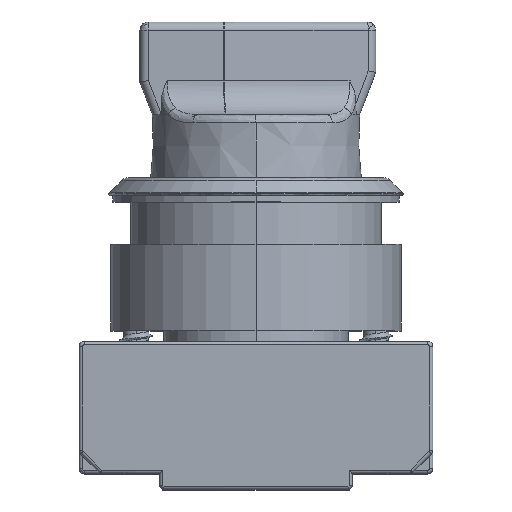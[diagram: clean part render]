
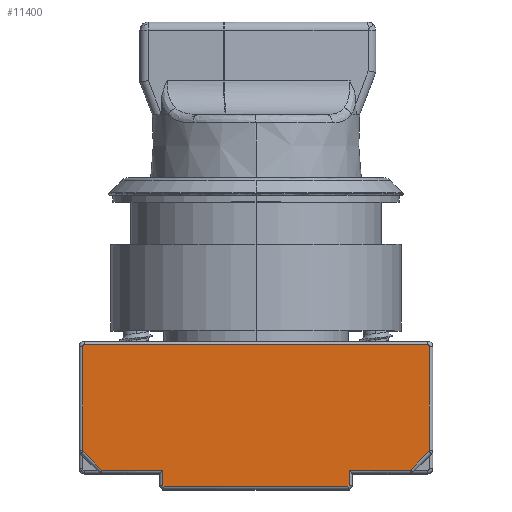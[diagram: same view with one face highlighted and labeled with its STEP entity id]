
A CAD part, top view. The second image highlights one B-rep face of the part: STEP entity #11400.
In plain terms, the highlighted planar face has unit normal (0, 0, 1).
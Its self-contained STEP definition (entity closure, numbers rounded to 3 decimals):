
#1036 = VECTOR ( 'NONE', #48011, 1000. ) ;
#3340 = VERTEX_POINT ( 'NONE', #45795 ) ;
#3567 = CARTESIAN_POINT ( 'NONE',  ( 20.456, -17.05, 14.9 ) ) ;
#4184 = VERTEX_POINT ( 'NONE', #66713 ) ;
#4765 = DIRECTION ( 'NONE',  ( 1., 0., 0. ) ) ;
#6414 = EDGE_CURVE ( 'NONE', #50661, #43187, #46107, .T. ) ;
#6640 = CARTESIAN_POINT ( 'NONE',  ( -20.502, -17.07, 14.9 ) ) ;
#7196 = PLANE ( 'NONE',  #24329 ) ;
#7904 = CARTESIAN_POINT ( 'NONE',  ( 20.6, -17.25, 14.9 ) ) ;
#8334 = CARTESIAN_POINT ( 'NONE',  ( 20.6, -29.601, 14.9 ) ) ;
#9057 = CARTESIAN_POINT ( 'NONE',  ( -20.6, -16.65, 14.9 ) ) ;
#9127 = EDGE_CURVE ( 'NONE', #56183, #32126, #23391, .T. ) ;
#9216 = B_SPLINE_CURVE_WITH_KNOTS ( 'NONE', 3,
 ( #16492, #56773, #13809, #41446 ),
 .UNSPECIFIED., .F., .F.,
 ( 4, 4 ),
 ( 0., 1. ),
 .UNSPECIFIED. ) ;
#9502 = CARTESIAN_POINT ( 'NONE',  ( 20.6, -29.601, 14.9 ) ) ;
#10571 = VECTOR ( 'NONE', #14993, 1000. ) ;
#11168 = VERTEX_POINT ( 'NONE', #19972 ) ;
#11400 = ADVANCED_FACE ( 'NONE', ( #35220 ), #7196, .T. ) ;
#12131 = VECTOR ( 'NONE', #72191, 1000. ) ;
#12279 = ORIENTED_EDGE ( 'NONE', *, *, #53405, .T. ) ;
#12408 = LINE ( 'NONE', #35175, #65151 ) ;
#12975 = VECTOR ( 'NONE', #59108, 1000. ) ;
#13588 = CARTESIAN_POINT ( 'NONE',  ( -75.751, -31.95, 14.9 ) ) ;
#13809 = CARTESIAN_POINT ( 'NONE',  ( -20.58, -29.704, 14.9 ) ) ;
#14993 = DIRECTION ( 'NONE',  ( 0., -1., 0. ) ) ;
#15113 = CARTESIAN_POINT ( 'NONE',  ( 20.6, -29.657, 14.9 ) ) ;
#15131 = VERTEX_POINT ( 'NONE', #73784 ) ;
#15772 = CARTESIAN_POINT ( 'NONE',  ( 18.334, -31.95, 14.9 ) ) ;
#15918 = CARTESIAN_POINT ( 'NONE',  ( -20.541, -29.743, 14.9 ) ) ;
#16343 = VECTOR ( 'NONE', #26947, 1000. ) ;
#16492 = CARTESIAN_POINT ( 'NONE',  ( -20.6, -29.601, 14.9 ) ) ;
#17506 = CARTESIAN_POINT ( 'NONE',  ( -20.455, -17.05, 14.9 ) ) ;
#19952 = CARTESIAN_POINT ( 'NONE',  ( -18.334, -31.95, 14.9 ) ) ;
#19972 = CARTESIAN_POINT ( 'NONE',  ( 11.05, -33.684, 14.9 ) ) ;
#20985 = LINE ( 'NONE', #15772, #16343 ) ;
#22045 = VERTEX_POINT ( 'NONE', #61794 ) ;
#22405 = EDGE_CURVE ( 'NONE', #15131, #58099, #9216, .T. ) ;
#22932 = CARTESIAN_POINT ( 'NONE',  ( -11.05, -33.684, 14.9 ) ) ;
#23066 = VERTEX_POINT ( 'NONE', #50630 ) ;
#23391 = LINE ( 'NONE', #61471, #37145 ) ;
#23827 = CARTESIAN_POINT ( 'NONE',  ( -20.6, -17.194, 14.9 ) ) ;
#24329 = AXIS2_PLACEMENT_3D ( 'NONE', #36316, #52737, #59061 ) ;
#24797 = VECTOR ( 'NONE', #45716, 1000. ) ;
#25663 = ORIENTED_EDGE ( 'NONE', *, *, #46634, .T. ) ;
#26298 = CARTESIAN_POINT ( 'NONE',  ( 20.541, -29.743, 14.9 ) ) ;
#26947 = DIRECTION ( 'NONE',  ( 0.707, 0.707, 0. ) ) ;
#27186 = CARTESIAN_POINT ( 'NONE',  ( 20.418, -17.05, 14.9 ) ) ;
#27679 = VERTEX_POINT ( 'NONE', #57166 ) ;
#28084 = EDGE_CURVE ( 'NONE', #52027, #53396, #71775, .T. ) ;
#28457 = VECTOR ( 'NONE', #54881, 1000. ) ;
#29618 = CARTESIAN_POINT ( 'NONE',  ( 20.6, -16.65, 14.9 ) ) ;
#30184 = ORIENTED_EDGE ( 'NONE', *, *, #6414, .T. ) ;
#30452 = ORIENTED_EDGE ( 'NONE', *, *, #22405, .T. ) ;
#30570 = VECTOR ( 'NONE', #4765, 1000. ) ;
#31136 = LINE ( 'NONE', #13588, #12975 ) ;
#31398 = ORIENTED_EDGE ( 'NONE', *, *, #31500, .F. ) ;
#31500 = EDGE_CURVE ( 'NONE', #23066, #53396, #72334, .T. ) ;
#31739 = CARTESIAN_POINT ( 'NONE',  ( 20.4, -17.05, 14.9 ) ) ;
#32126 = VERTEX_POINT ( 'NONE', #19952 ) ;
#33078 = VERTEX_POINT ( 'NONE', #36779 ) ;
#33234 = EDGE_CURVE ( 'NONE', #33078, #11168, #71091, .T. ) ;
#33583 = DIRECTION ( 'NONE',  ( 0., -1., 0. ) ) ;
#34008 = VECTOR ( 'NONE', #33583, 1000. ) ;
#34094 = DIRECTION ( 'NONE',  ( 0., 1., 0. ) ) ;
#34680 = ORIENTED_EDGE ( 'NONE', *, *, #39630, .T. ) ;
#35175 = CARTESIAN_POINT ( 'NONE',  ( 0., -33.85, 14.9 ) ) ;
#35220 = FACE_OUTER_BOUND ( 'NONE', #66230, .T. ) ;
#36316 = CARTESIAN_POINT ( 'NONE',  ( 0., -16.65, 14.9 ) ) ;
#36779 = CARTESIAN_POINT ( 'NONE',  ( 10.884, -33.85, 14.9 ) ) ;
#37145 = VECTOR ( 'NONE', #46184, 1000. ) ;
#37565 = CARTESIAN_POINT ( 'NONE',  ( 20.58, -17.148, 14.9 ) ) ;
#37582 = CARTESIAN_POINT ( 'NONE',  ( 11.05, -31.95, 14.9 ) ) ;
#37816 = LINE ( 'NONE', #9057, #34008 ) ;
#39630 = EDGE_CURVE ( 'NONE', #43187, #52027, #62812, .T. ) ;
#39850 = EDGE_CURVE ( 'NONE', #27679, #50661, #20985, .T. ) ;
#40668 = ORIENTED_EDGE ( 'NONE', *, *, #54483, .T. ) ;
#41446 = CARTESIAN_POINT ( 'NONE',  ( -20.541, -29.743, 14.9 ) ) ;
#43154 = CARTESIAN_POINT ( 'NONE',  ( 20.6, -17.25, 14.9 ) ) ;
#43187 = VERTEX_POINT ( 'NONE', #8334 ) ;
#43398 = EDGE_CURVE ( 'NONE', #3340, #33078, #12408, .T. ) ;
#44460 = CARTESIAN_POINT ( 'NONE',  ( -11.05, -16.65, 14.9 ) ) ;
#45146 = ORIENTED_EDGE ( 'NONE', *, *, #53819, .T. ) ;
#45379 = CARTESIAN_POINT ( 'NONE',  ( 20.4, -17.05, 14.9 ) ) ;
#45419 = VERTEX_POINT ( 'NONE', #37582 ) ;
#45716 = DIRECTION ( 'NONE',  ( 0.707, -0.707, 0. ) ) ;
#45795 = CARTESIAN_POINT ( 'NONE',  ( -10.884, -33.85, 14.9 ) ) ;
#45870 = CARTESIAN_POINT ( 'NONE',  ( -20.4, -17.05, 14.9 ) ) ;
#46107 = B_SPLINE_CURVE_WITH_KNOTS ( 'NONE', 3,
 ( #26298, #49067, #15113, #9502 ),
 .UNSPECIFIED., .F., .F.,
 ( 4, 4 ),
 ( 0., 1. ),
 .UNSPECIFIED. ) ;
#46184 = DIRECTION ( 'NONE',  ( -1., 0., 0. ) ) ;
#46249 = EDGE_CURVE ( 'NONE', #27679, #45419, #31136, .T. ) ;
#46634 = EDGE_CURVE ( 'NONE', #56183, #4184, #67578, .T. ) ;
#47794 = EDGE_CURVE ( 'NONE', #23066, #22045, #68837, .T. ) ;
#48011 = DIRECTION ( 'NONE',  ( 0.707, -0.707, 0. ) ) ;
#49067 = CARTESIAN_POINT ( 'NONE',  ( 20.58, -29.704, 14.9 ) ) ;
#49920 = ORIENTED_EDGE ( 'NONE', *, *, #46249, .F. ) ;
#50008 = CARTESIAN_POINT ( 'NONE',  ( 11.05, -16.65, 14.9 ) ) ;
#50035 = ORIENTED_EDGE ( 'NONE', *, *, #39850, .T. ) ;
#50630 = CARTESIAN_POINT ( 'NONE',  ( -20.4, -17.05, 14.9 ) ) ;
#50661 = VERTEX_POINT ( 'NONE', #66563 ) ;
#50757 = ORIENTED_EDGE ( 'NONE', *, *, #9127, .F. ) ;
#52027 = VERTEX_POINT ( 'NONE', #7904 ) ;
#52191 = CARTESIAN_POINT ( 'NONE',  ( -20.58, -17.147, 14.9 ) ) ;
#52737 = DIRECTION ( 'NONE',  ( 0., 0., 1. ) ) ;
#53396 = VERTEX_POINT ( 'NONE', #31739 ) ;
#53405 = EDGE_CURVE ( 'NONE', #11168, #45419, #72385, .T. ) ;
#53819 = EDGE_CURVE ( 'NONE', #4184, #3340, #68444, .T. ) ;
#54483 = EDGE_CURVE ( 'NONE', #58099, #32126, #59187, .T. ) ;
#54681 = CARTESIAN_POINT ( 'NONE',  ( 10.884, -33.85, 14.9 ) ) ;
#54881 = DIRECTION ( 'NONE',  ( 0., 1., 0. ) ) ;
#55069 = ORIENTED_EDGE ( 'NONE', *, *, #61154, .T. ) ;
#55649 = VECTOR ( 'NONE', #34094, 1000. ) ;
#56183 = VERTEX_POINT ( 'NONE', #72882 ) ;
#56773 = CARTESIAN_POINT ( 'NONE',  ( -20.6, -29.657, 14.9 ) ) ;
#57166 = CARTESIAN_POINT ( 'NONE',  ( 18.334, -31.95, 14.9 ) ) ;
#57929 = DIRECTION ( 'NONE',  ( 1., 0., 0. ) ) ;
#58099 = VERTEX_POINT ( 'NONE', #15918 ) ;
#59061 = DIRECTION ( 'NONE',  ( 1., 0., 0. ) ) ;
#59108 = DIRECTION ( 'NONE',  ( -1., 0., 0. ) ) ;
#59187 = LINE ( 'NONE', #60285, #1036 ) ;
#60064 = ORIENTED_EDGE ( 'NONE', *, *, #43398, .T. ) ;
#60285 = CARTESIAN_POINT ( 'NONE',  ( -20.541, -29.743, 14.9 ) ) ;
#60300 = CARTESIAN_POINT ( 'NONE',  ( 20.503, -17.07, 14.9 ) ) ;
#61154 = EDGE_CURVE ( 'NONE', #22045, #15131, #37816, .T. ) ;
#61468 = ORIENTED_EDGE ( 'NONE', *, *, #33234, .T. ) ;
#61471 = CARTESIAN_POINT ( 'NONE',  ( -75.751, -31.95, 14.9 ) ) ;
#61794 = CARTESIAN_POINT ( 'NONE',  ( -20.6, -17.25, 14.9 ) ) ;
#62812 = LINE ( 'NONE', #29618, #55649 ) ;
#64014 = ORIENTED_EDGE ( 'NONE', *, *, #47794, .T. ) ;
#65151 = VECTOR ( 'NONE', #57929, 1000. ) ;
#65902 = CARTESIAN_POINT ( 'NONE',  ( 20.6, -17.195, 14.9 ) ) ;
#66230 = EDGE_LOOP ( 'NONE', ( #45146, #60064, #61468, #12279, #49920, #50035, #30184, #34680, #69628, #31398, #64014, #55069, #30452, #40668, #50757, #25663 ) ) ;
#66563 = CARTESIAN_POINT ( 'NONE',  ( 20.541, -29.743, 14.9 ) ) ;
#66713 = CARTESIAN_POINT ( 'NONE',  ( -11.05, -33.684, 14.9 ) ) ;
#67578 = LINE ( 'NONE', #44460, #10571 ) ;
#68444 = LINE ( 'NONE', #22932, #24797 ) ;
#68837 = B_SPLINE_CURVE_WITH_KNOTS ( 'NONE', 3,
 ( #45870, #17506, #6640, #52191, #23827, #69338 ),
 .UNSPECIFIED., .F., .F.,
 ( 4, 2, 4 ),
 ( 0., 0.5, 1. ),
 .UNSPECIFIED. ) ;
#69338 = CARTESIAN_POINT ( 'NONE',  ( -20.6, -17.25, 14.9 ) ) ;
#69628 = ORIENTED_EDGE ( 'NONE', *, *, #28084, .T. ) ;
#71091 = LINE ( 'NONE', #54681, #12131 ) ;
#71775 = B_SPLINE_CURVE_WITH_KNOTS ( 'NONE', 3,
 ( #43154, #65902, #37565, #60300, #3567, #45379 ),
 .UNSPECIFIED., .F., .F.,
 ( 4, 2, 4 ),
 ( 0., 0.5, 1. ),
 .UNSPECIFIED. ) ;
#72191 = DIRECTION ( 'NONE',  ( 0.707, 0.707, 0. ) ) ;
#72334 = LINE ( 'NONE', #27186, #30570 ) ;
#72385 = LINE ( 'NONE', #50008, #28457 ) ;
#72882 = CARTESIAN_POINT ( 'NONE',  ( -11.05, -31.95, 14.9 ) ) ;
#73784 = CARTESIAN_POINT ( 'NONE',  ( -20.6, -29.601, 14.9 ) ) ;
